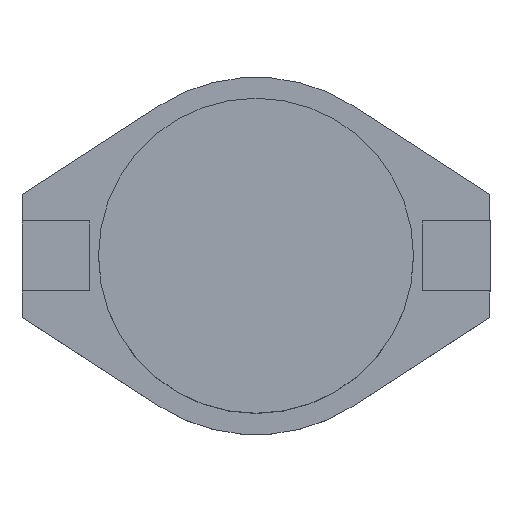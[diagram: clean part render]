
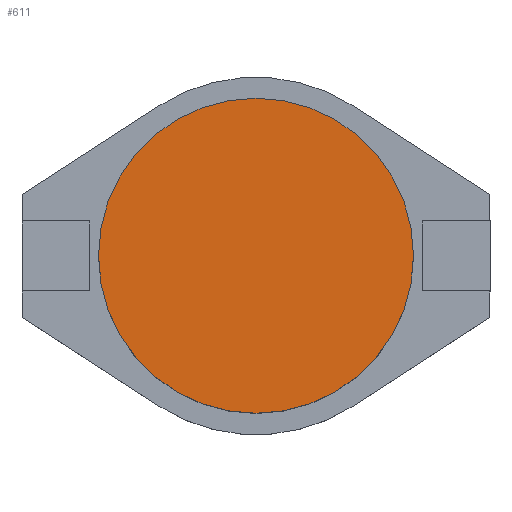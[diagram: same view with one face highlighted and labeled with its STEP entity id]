
A CAD part, top view. The second image highlights one B-rep face of the part: STEP entity #611.
In plain terms, the highlighted planar face has unit normal (0, 0, 1).
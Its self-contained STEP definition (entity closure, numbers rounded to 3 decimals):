
#13=DIRECTION('',(0.,0.,1.));
#56=DIRECTION('',(1.,0.,0.));
#599=VERTEX_POINT('',#600);
#600=CARTESIAN_POINT('',(6.3,0.,6.6));
#602=ORIENTED_EDGE('',*,*,#603,.T.);
#603=EDGE_CURVE('',#599,#599,#604,.T.);
#604=CIRCLE('',#605,6.3);
#605=AXIS2_PLACEMENT_3D('',#606,#13,#56);
#606=CARTESIAN_POINT('',(0.,0.,6.6));
#611=ADVANCED_FACE('',(#612),#614,.T.);
#612=FACE_BOUND('',#613,.T.);
#613=EDGE_LOOP('',(#602));
#614=PLANE('',#615);
#615=AXIS2_PLACEMENT_3D('',#616,#13,#56);
#616=CARTESIAN_POINT('',(0.,0.,6.6));
